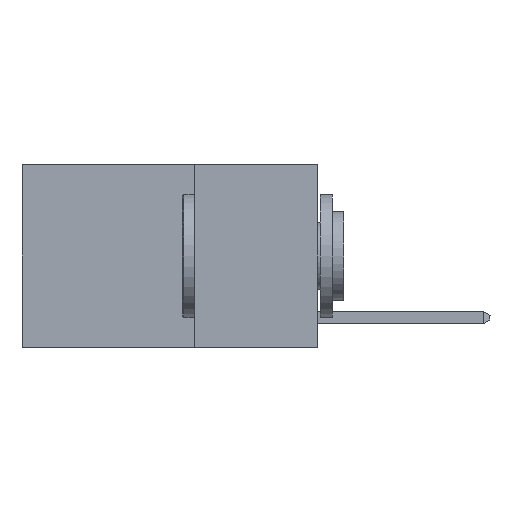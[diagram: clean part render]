
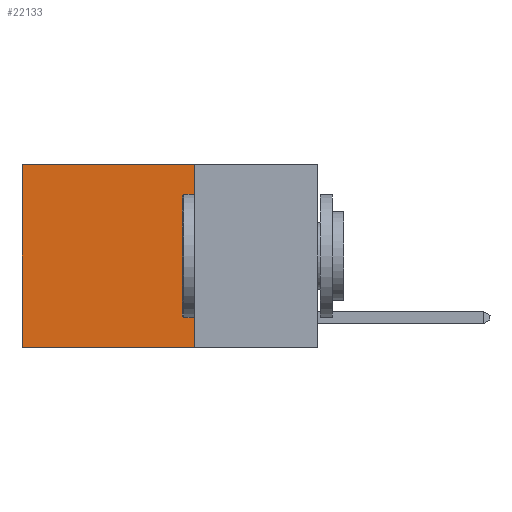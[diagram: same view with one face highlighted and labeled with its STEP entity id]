
A CAD part, left-side view. The second image highlights one B-rep face of the part: STEP entity #22133.
In plain terms, the highlighted planar face has unit normal (-1, 0, 0).
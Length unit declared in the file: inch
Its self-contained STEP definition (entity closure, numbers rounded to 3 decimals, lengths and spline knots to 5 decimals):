
#1679 = DIRECTION ( 'NONE',  ( 0., 0., -1. ) ) ;
#2685 = CARTESIAN_POINT ( 'NONE',  ( 0.2625, 0.25, 0. ) ) ;
#3393 = CARTESIAN_POINT ( 'NONE',  ( 0.2625, 0.6, -0.37 ) ) ;
#3926 = ORIENTED_EDGE ( 'NONE', *, *, #25781, .T. ) ;
#3982 = CARTESIAN_POINT ( 'NONE',  ( 0.2625, 0.25, 0. ) ) ;
#4715 = EDGE_CURVE ( 'NONE', #27239, #19046, #16768, .T. ) ;
#5465 = CARTESIAN_POINT ( 'NONE',  ( 0.2625, 0.6, 0. ) ) ;
#6369 = EDGE_CURVE ( 'NONE', #23638, #22217, #14276, .T. ) ;
#6831 = CARTESIAN_POINT ( 'NONE',  ( 0.2625, 0.25, 0. ) ) ;
#7687 = EDGE_CURVE ( 'NONE', #22217, #19046, #8975, .T. ) ;
#7762 = DIRECTION ( 'NONE',  ( 0., 0., -1. ) ) ;
#7905 = FACE_OUTER_BOUND ( 'NONE', #21062, .T. ) ;
#8975 = LINE ( 'NONE', #9278, #16937 ) ;
#9278 = CARTESIAN_POINT ( 'NONE',  ( 0.2625, 0.25, -0.37 ) ) ;
#10017 = DIRECTION ( 'NONE',  ( 0., 0., -1. ) ) ;
#10040 = CARTESIAN_POINT ( 'NONE',  ( 0.2625, 0.25, 0. ) ) ;
#11574 = DIRECTION ( 'NONE',  ( 0., 1., 0. ) ) ;
#12397 = VECTOR ( 'NONE', #1679, 39.37008 ) ;
#12719 = AXIS2_PLACEMENT_3D ( 'NONE', #10040, #28628, #7762 ) ;
#13384 = CARTESIAN_POINT ( 'NONE',  ( 0.2625, 0.25, -0.37 ) ) ;
#14276 = LINE ( 'NONE', #3982, #12397 ) ;
#15844 = ORIENTED_EDGE ( 'NONE', *, *, #4715, .T. ) ;
#16768 = LINE ( 'NONE', #5465, #29947 ) ;
#16937 = VECTOR ( 'NONE', #11574, 39.37008 ) ;
#19046 = VERTEX_POINT ( 'NONE', #3393 ) ;
#19953 = CARTESIAN_POINT ( 'NONE',  ( 0.2625, 0.6, 0. ) ) ;
#21062 = EDGE_LOOP ( 'NONE', ( #15844, #29778, #28030, #3926 ) ) ;
#21598 = LINE ( 'NONE', #2685, #27914 ) ;
#21666 = PLANE ( 'NONE',  #12719 ) ;
#22133 = ADVANCED_FACE ( 'NONE', ( #7905 ), #21666, .F. ) ;
#22217 = VERTEX_POINT ( 'NONE', #13384 ) ;
#23638 = VERTEX_POINT ( 'NONE', #6831 ) ;
#25781 = EDGE_CURVE ( 'NONE', #23638, #27239, #21598, .T. ) ;
#27239 = VERTEX_POINT ( 'NONE', #19953 ) ;
#27914 = VECTOR ( 'NONE', #28711, 39.37008 ) ;
#28030 = ORIENTED_EDGE ( 'NONE', *, *, #6369, .F. ) ;
#28628 = DIRECTION ( 'NONE',  ( 1., 0., 0. ) ) ;
#28711 = DIRECTION ( 'NONE',  ( 0., 1., 0. ) ) ;
#29778 = ORIENTED_EDGE ( 'NONE', *, *, #7687, .F. ) ;
#29947 = VECTOR ( 'NONE', #10017, 39.37008 ) ;
